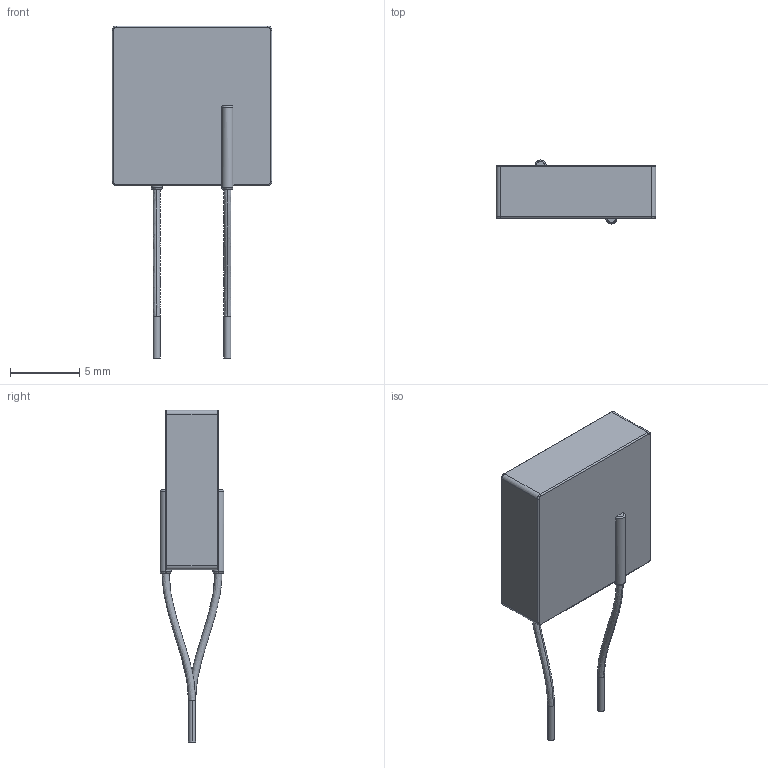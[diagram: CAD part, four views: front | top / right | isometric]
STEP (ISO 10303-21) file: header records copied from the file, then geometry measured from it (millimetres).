
FILE_DESCRIPTION (( 'STEP AP214' ), '1' );
FILE_NAME ('User Library-mf-rm040.STEP', '2019-04-05T12:47:40', ( '' ), ( '' ), 'SwSTEP 2.0', 'SolidWorks 2019', '' );
FILE_SCHEMA (( 'AUTOMOTIVE_DESIGN' ));
Length unit declared in the file: millimetre
Products named in the file (1): User Library-mf-rm040
Bounding box: 11.5 x 4.6 x 23.9 mm (x, y, z)
Volume: 510.2 mm3; surface area: 480.2 mm2
Topology: 1 solids, 1 shells, 52 faces, 128 edges, 80 vertices
Faces by surface type: cylinder 22, bspline 18, plane 12
Entity records: 2717 total; most frequent: CARTESIAN_POINT 995, ORIENTED_EDGE 256, DIRECTION 216, EDGE_CURVE 128, AXIS2_PLACEMENT_3D 87, VERTEX_POINT 80, UNCERTAINTY_MEASURE_WITH_UNIT 55, COLOUR_RGB 54
